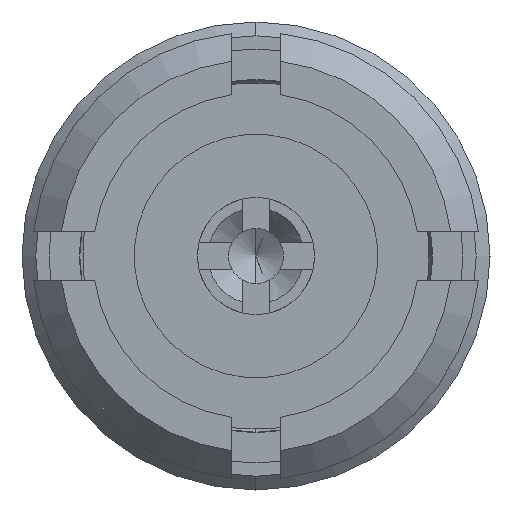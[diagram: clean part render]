
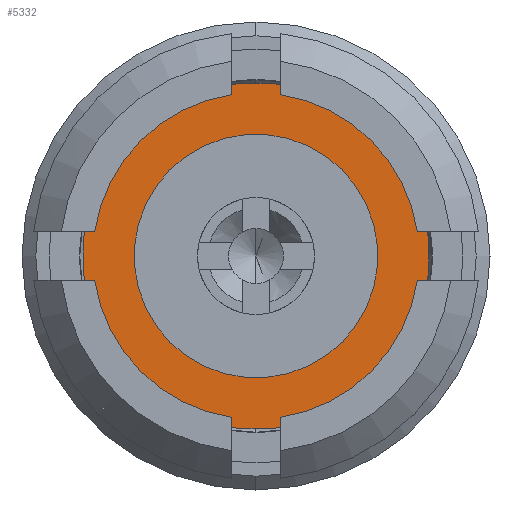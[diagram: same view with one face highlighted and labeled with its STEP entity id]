
A CAD part, left-side view. The second image highlights one B-rep face of the part: STEP entity #5332.
In plain terms, the highlighted face is planar.
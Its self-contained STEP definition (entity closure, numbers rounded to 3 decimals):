
#696 = DIRECTION ( 'NONE',  ( 0., 0., -1. ) ) ;
#968 = CIRCLE ( 'NONE', #5655, 1.26 ) ;
#978 = VERTEX_POINT ( 'NONE', #2970 ) ;
#1141 = CARTESIAN_POINT ( 'NONE',  ( 0., 0., 7.775 ) ) ;
#1216 = PLANE ( 'NONE',  #4615 ) ;
#1269 = ORIENTED_EDGE ( 'NONE', *, *, #4032, .F. ) ;
#1353 = CARTESIAN_POINT ( 'NONE',  ( 1.255, 0.11, 7.775 ) ) ;
#1557 = CIRCLE ( 'NONE', #4002, 1.26 ) ;
#1758 = ORIENTED_EDGE ( 'NONE', *, *, #6472, .T. ) ;
#2229 = VERTEX_POINT ( 'NONE', #3092 ) ;
#2295 = ORIENTED_EDGE ( 'NONE', *, *, #5397, .F. ) ;
#2370 = VERTEX_POINT ( 'NONE', #1353 ) ;
#2378 = DIRECTION ( 'NONE',  ( 0., 0., 1. ) ) ;
#2970 = CARTESIAN_POINT ( 'NONE',  ( -1.255, -0.11, 7.775 ) ) ;
#3092 = CARTESIAN_POINT ( 'NONE',  ( 0.882, 0.077, 7.775 ) ) ;
#3201 = CARTESIAN_POINT ( 'NONE',  ( -0.882, -0.077, 7.775 ) ) ;
#3293 = CIRCLE ( 'NONE', #5040, 0.885 ) ;
#3356 = EDGE_CURVE ( 'NONE', #2370, #978, #1557, .T. ) ;
#3410 = VERTEX_POINT ( 'NONE', #3201 ) ;
#3444 = CARTESIAN_POINT ( 'NONE',  ( 0., 0., 7.775 ) ) ;
#3620 = CARTESIAN_POINT ( 'NONE',  ( 0., 0., 7.775 ) ) ;
#3642 = CARTESIAN_POINT ( 'NONE',  ( -0.11, 1.255, 7.775 ) ) ;
#3794 = EDGE_LOOP ( 'NONE', ( #5297, #1758 ) ) ;
#4002 = AXIS2_PLACEMENT_3D ( 'NONE', #4448, #6230, #5641 ) ;
#4032 = EDGE_CURVE ( 'NONE', #2229, #3410, #4075, .T. ) ;
#4075 = CIRCLE ( 'NONE', #5813, 0.885 ) ;
#4218 = DIRECTION ( 'NONE',  ( 0., 0., 1. ) ) ;
#4448 = CARTESIAN_POINT ( 'NONE',  ( 0., 0., 7.775 ) ) ;
#4615 = AXIS2_PLACEMENT_3D ( 'NONE', #3642, #696, #4763 ) ;
#4763 = DIRECTION ( 'NONE',  ( -0.996, -0.087, 0. ) ) ;
#5040 = AXIS2_PLACEMENT_3D ( 'NONE', #1141, #4218, #5685 ) ;
#5220 = DIRECTION ( 'NONE',  ( 0.996, 0.087, 0. ) ) ;
#5297 = ORIENTED_EDGE ( 'NONE', *, *, #3356, .T. ) ;
#5332 = ADVANCED_FACE ( 'NONE', ( #6149, #6385 ), #1216, .F. ) ;
#5397 = EDGE_CURVE ( 'NONE', #3410, #2229, #3293, .T. ) ;
#5641 = DIRECTION ( 'NONE',  ( 0.996, 0.087, 0. ) ) ;
#5655 = AXIS2_PLACEMENT_3D ( 'NONE', #3620, #6234, #5220 ) ;
#5685 = DIRECTION ( 'NONE',  ( 0.996, 0.087, 0. ) ) ;
#5813 = AXIS2_PLACEMENT_3D ( 'NONE', #3444, #2378, #6492 ) ;
#5877 = EDGE_LOOP ( 'NONE', ( #1269, #2295 ) ) ;
#6149 = FACE_BOUND ( 'NONE', #5877, .T. ) ;
#6230 = DIRECTION ( 'NONE',  ( 0., 0., 1. ) ) ;
#6234 = DIRECTION ( 'NONE',  ( 0., 0., 1. ) ) ;
#6385 = FACE_OUTER_BOUND ( 'NONE', #3794, .T. ) ;
#6472 = EDGE_CURVE ( 'NONE', #978, #2370, #968, .T. ) ;
#6492 = DIRECTION ( 'NONE',  ( 0.996, 0.087, 0. ) ) ;
